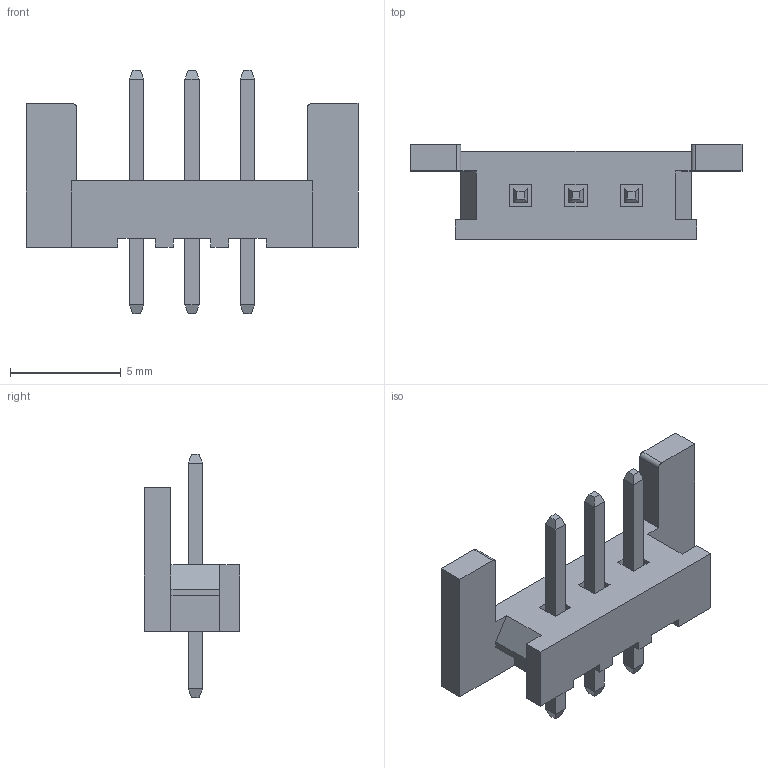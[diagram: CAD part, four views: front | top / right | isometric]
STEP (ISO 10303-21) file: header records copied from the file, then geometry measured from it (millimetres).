
FILE_DESCRIPTION(('CoCreate Modeling STEP Export'),'2;1');
FILE_NAME('HNC2-2.5P-3DS.stp','2013-05-28T16:54:09',(''),(''),'CoCreate Modeling STEP processor for AP214 (Solid Model)','CoCreate Modeling 17.0 01-Apr-2010 (C) Parametric Technology GmbH','');
FILE_SCHEMA(('AUTOMOTIVE_DESIGN { 1 0 10303 214 1 1 1 1 }'));
Length unit declared in the file: millimetre
Products named in the file (1): HNC2-2.5P-3DS
Bounding box: 15 x 4.3 x 11 mm (x, y, z)
Volume: 152.4 mm3; surface area: 348.1 mm2
Topology: 1 solids, 1 shells, 109 faces, 270 edges, 172 vertices
Faces by surface type: plane 107, cylinder 2
Entity records: 3024 total; most frequent: ORIENTED_EDGE 540, CARTESIAN_POINT 522, DIRECTION 450, EDGE_CURVE 270, VECTOR 250, LINE 250, VERTEX_POINT 172, EDGE_LOOP 118
